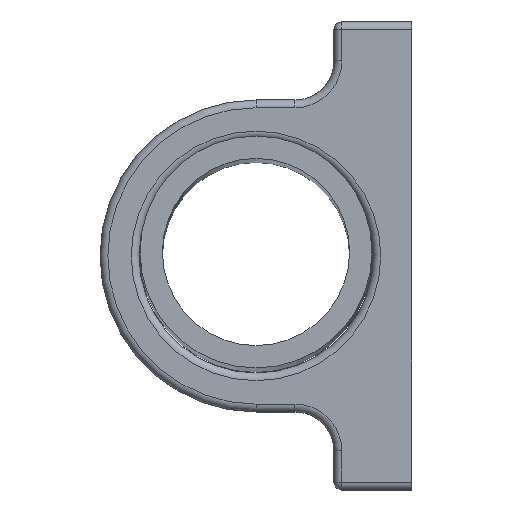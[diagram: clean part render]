
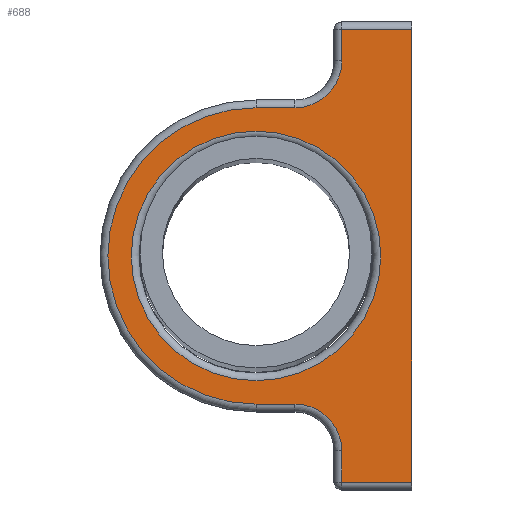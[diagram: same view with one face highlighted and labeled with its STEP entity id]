
A CAD part, top view. The second image highlights one B-rep face of the part: STEP entity #688.
In plain terms, the highlighted planar face has unit normal (0, 0, 1).
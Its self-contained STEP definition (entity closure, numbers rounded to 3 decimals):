
#45=FACE_BOUND('',#118,.T.);
#53=PLANE('',#779);
#71=FACE_OUTER_BOUND('',#117,.T.);
#117=EDGE_LOOP('',(#517,#518,#519,#520,#521,#522,#523,#524,#525,#526));
#118=EDGE_LOOP('',(#527));
#173=LINE('',#1228,#217);
#174=LINE('',#1230,#218);
#175=LINE('',#1234,#219);
#176=LINE('',#1238,#220);
#177=LINE('',#1242,#221);
#178=LINE('',#1244,#222);
#179=LINE('',#1245,#223);
#217=VECTOR('',#940,10.);
#218=VECTOR('',#941,10.);
#219=VECTOR('',#944,10.);
#220=VECTOR('',#947,10.);
#221=VECTOR('',#950,10.);
#222=VECTOR('',#951,10.);
#223=VECTOR('',#952,10.);
#257=CIRCLE('',#777,16.);
#259=CIRCLE('',#780,6.);
#260=CIRCLE('',#781,19.);
#261=CIRCLE('',#782,6.);
#327=VERTEX_POINT('',#1222);
#328=VERTEX_POINT('',#1226);
#329=VERTEX_POINT('',#1227);
#330=VERTEX_POINT('',#1229);
#331=VERTEX_POINT('',#1231);
#332=VERTEX_POINT('',#1233);
#333=VERTEX_POINT('',#1235);
#334=VERTEX_POINT('',#1237);
#335=VERTEX_POINT('',#1239);
#336=VERTEX_POINT('',#1241);
#337=VERTEX_POINT('',#1243);
#395=EDGE_CURVE('',#327,#327,#257,.T.);
#397=EDGE_CURVE('',#328,#329,#173,.T.);
#398=EDGE_CURVE('',#330,#328,#174,.T.);
#399=EDGE_CURVE('',#331,#330,#259,.T.);
#400=EDGE_CURVE('',#332,#331,#175,.T.);
#401=EDGE_CURVE('',#333,#332,#260,.T.);
#402=EDGE_CURVE('',#334,#333,#176,.T.);
#403=EDGE_CURVE('',#335,#334,#261,.T.);
#404=EDGE_CURVE('',#336,#335,#177,.T.);
#405=EDGE_CURVE('',#337,#336,#178,.T.);
#406=EDGE_CURVE('',#337,#329,#179,.T.);
#517=ORIENTED_EDGE('',*,*,#397,.F.);
#518=ORIENTED_EDGE('',*,*,#398,.F.);
#519=ORIENTED_EDGE('',*,*,#399,.F.);
#520=ORIENTED_EDGE('',*,*,#400,.F.);
#521=ORIENTED_EDGE('',*,*,#401,.F.);
#522=ORIENTED_EDGE('',*,*,#402,.F.);
#523=ORIENTED_EDGE('',*,*,#403,.F.);
#524=ORIENTED_EDGE('',*,*,#404,.F.);
#525=ORIENTED_EDGE('',*,*,#405,.F.);
#526=ORIENTED_EDGE('',*,*,#406,.T.);
#527=ORIENTED_EDGE('',*,*,#395,.F.);
#688=ADVANCED_FACE('',(#71,#45),#53,.T.);
#777=AXIS2_PLACEMENT_3D('',#1223,#934,#935);
#779=AXIS2_PLACEMENT_3D('',#1225,#938,#939);
#780=AXIS2_PLACEMENT_3D('',#1232,#942,#943);
#781=AXIS2_PLACEMENT_3D('',#1236,#945,#946);
#782=AXIS2_PLACEMENT_3D('',#1240,#948,#949);
#934=DIRECTION('center_axis',(0.,0.,1.));
#935=DIRECTION('ref_axis',(1.,0.,0.));
#938=DIRECTION('center_axis',(0.,0.,1.));
#939=DIRECTION('ref_axis',(1.,0.,0.));
#940=DIRECTION('',(1.,0.,0.));
#941=DIRECTION('',(0.,1.,0.));
#942=DIRECTION('center_axis',(0.,0.,1.));
#943=DIRECTION('ref_axis',(0.707,-0.707,0.));
#944=DIRECTION('',(1.,0.,0.));
#945=DIRECTION('center_axis',(0.,0.,-1.));
#946=DIRECTION('ref_axis',(-1.,0.,0.));
#947=DIRECTION('',(-1.,0.,0.));
#948=DIRECTION('center_axis',(0.,0.,1.));
#949=DIRECTION('ref_axis',(0.707,0.707,0.));
#950=DIRECTION('',(0.,1.,0.));
#951=DIRECTION('',(-1.,0.,0.));
#952=DIRECTION('',(0.,1.,0.));
#1222=CARTESIAN_POINT('',(16.,0.,10.));
#1223=CARTESIAN_POINT('Origin',(0.,0.,10.));
#1225=CARTESIAN_POINT('Origin',(0.,0.,10.));
#1226=CARTESIAN_POINT('',(11.,29.,10.));
#1227=CARTESIAN_POINT('',(20.,29.,10.));
#1228=CARTESIAN_POINT('',(10.,29.,10.));
#1229=CARTESIAN_POINT('',(11.,25.,10.));
#1230=CARTESIAN_POINT('',(11.,15.,10.));
#1231=CARTESIAN_POINT('',(5.,19.,10.));
#1232=CARTESIAN_POINT('Origin',(5.,25.,10.));
#1233=CARTESIAN_POINT('',(0.,19.,10.));
#1234=CARTESIAN_POINT('',(5.,19.,10.));
#1235=CARTESIAN_POINT('',(0.,-19.,10.));
#1236=CARTESIAN_POINT('Origin',(0.,0.,10.));
#1237=CARTESIAN_POINT('',(5.,-19.,10.));
#1238=CARTESIAN_POINT('',(0.,-19.,10.));
#1239=CARTESIAN_POINT('',(11.,-25.,10.));
#1240=CARTESIAN_POINT('Origin',(5.,-25.,10.));
#1241=CARTESIAN_POINT('',(11.,-29.,10.));
#1242=CARTESIAN_POINT('',(11.,-10.,10.));
#1243=CARTESIAN_POINT('',(20.,-29.,10.));
#1244=CARTESIAN_POINT('',(5.,-29.,10.));
#1245=CARTESIAN_POINT('',(20.,-30.,10.));
